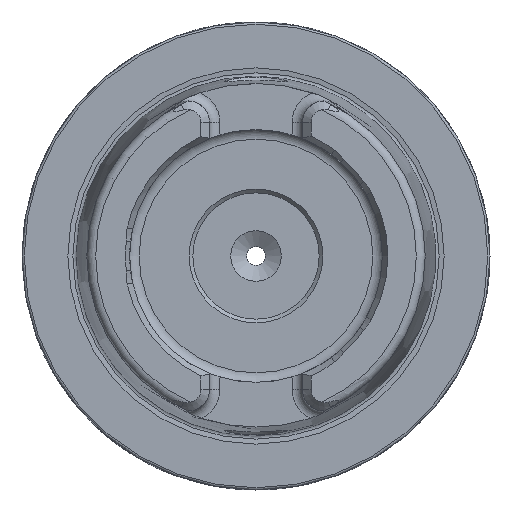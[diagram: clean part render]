
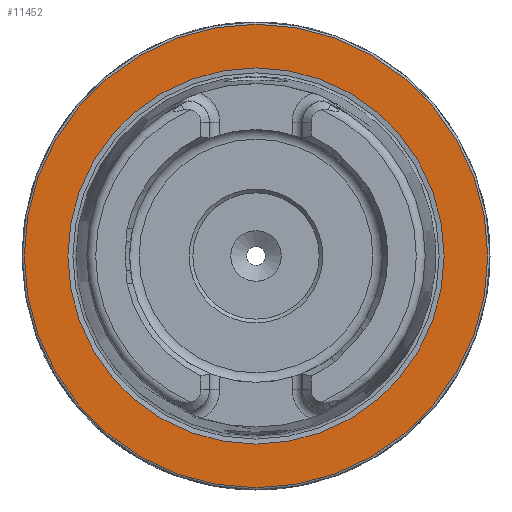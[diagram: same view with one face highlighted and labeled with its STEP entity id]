
A CAD part, left-side view. The second image highlights one B-rep face of the part: STEP entity #11452.
In plain terms, the highlighted planar face has unit normal (-1, 0, 0).
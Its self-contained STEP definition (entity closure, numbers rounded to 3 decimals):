
#1300 = FACE_OUTER_BOUND ( 'NONE', #10430, .T. ) ;
#1459 = AXIS2_PLACEMENT_3D ( 'NONE', #7149, #7053, #11515 ) ;
#2153 = CARTESIAN_POINT ( 'NONE',  ( 0., 31.2, 0. ) ) ;
#2236 = EDGE_CURVE ( 'NONE', #7703, #7703, #6510, .T. ) ;
#3271 = DIRECTION ( 'NONE',  ( 0., 0., -1. ) ) ;
#3665 = CARTESIAN_POINT ( 'NONE',  ( 0., 0., 31.2 ) ) ;
#4188 = AXIS2_PLACEMENT_3D ( 'NONE', #12203, #7791, #6585 ) ;
#4630 = ORIENTED_EDGE ( 'NONE', *, *, #10981, .F. ) ;
#4789 = EDGE_LOOP ( 'NONE', ( #4630 ) ) ;
#5084 = CARTESIAN_POINT ( 'NONE',  ( 0., 0., 25.324 ) ) ;
#5414 = CIRCLE ( 'NONE', #4188, 25.324 ) ;
#5480 = ORIENTED_EDGE ( 'NONE', *, *, #2236, .T. ) ;
#6510 = CIRCLE ( 'NONE', #1459, 31.2 ) ;
#6585 = DIRECTION ( 'NONE',  ( 0., 0., 1. ) ) ;
#7053 = DIRECTION ( 'NONE',  ( -1., 0., 0. ) ) ;
#7149 = CARTESIAN_POINT ( 'NONE',  ( 0., 0., 0. ) ) ;
#7703 = VERTEX_POINT ( 'NONE', #3665 ) ;
#7791 = DIRECTION ( 'NONE',  ( -1., 0., 0. ) ) ;
#8341 = VERTEX_POINT ( 'NONE', #5084 ) ;
#10430 = EDGE_LOOP ( 'NONE', ( #5480 ) ) ;
#10890 = DIRECTION ( 'NONE',  ( 1., 0., 0. ) ) ;
#10981 = EDGE_CURVE ( 'NONE', #8341, #8341, #5414, .T. ) ;
#11452 = ADVANCED_FACE ( 'NONE', ( #12957, #1300 ), #11953, .F. ) ;
#11515 = DIRECTION ( 'NONE',  ( 0., 0., 1. ) ) ;
#11953 = PLANE ( 'NONE',  #13893 ) ;
#12203 = CARTESIAN_POINT ( 'NONE',  ( 0., 0., 0. ) ) ;
#12957 = FACE_BOUND ( 'NONE', #4789, .T. ) ;
#13893 = AXIS2_PLACEMENT_3D ( 'NONE', #2153, #10890, #3271 ) ;
